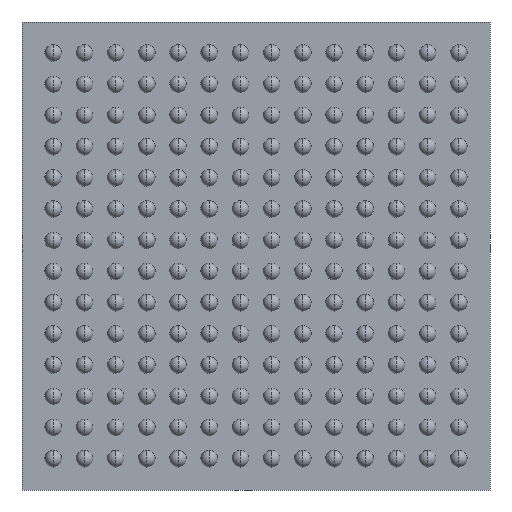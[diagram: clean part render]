
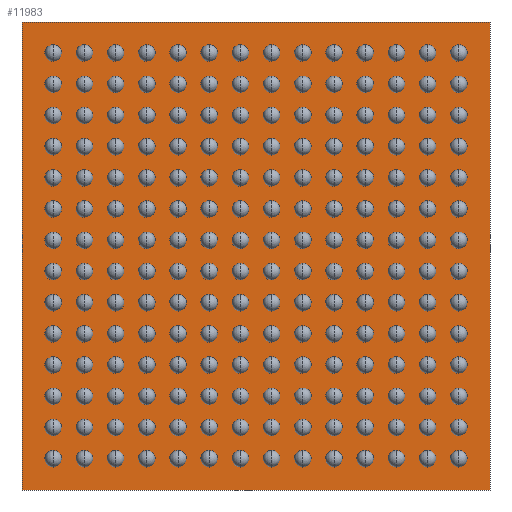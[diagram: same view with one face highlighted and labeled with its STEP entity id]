
A CAD part, front view. The second image highlights one B-rep face of the part: STEP entity #11983.
In plain terms, the highlighted planar face has unit normal (0, -1, 0).
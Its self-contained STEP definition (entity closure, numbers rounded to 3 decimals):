
#253 = ORIENTED_EDGE ( 'NONE', *, *, #11139, .T. ) ;
#284 = EDGE_CURVE ( 'NONE', #5092, #6751, #15797, .T. ) ;
#648 = CARTESIAN_POINT ( 'NONE',  ( -6., 0.34, -6. ) ) ;
#974 = CARTESIAN_POINT ( 'NONE',  ( -6., 0.34, 6. ) ) ;
#1171 = LINE ( 'NONE', #11061, #13981 ) ;
#1303 = LINE ( 'NONE', #8677, #7743 ) ;
#3218 = ORIENTED_EDGE ( 'NONE', *, *, #12466, .T. ) ;
#4114 = VECTOR ( 'NONE', #5779, 1000. ) ;
#4515 = LINE ( 'NONE', #648, #5487 ) ;
#4724 = CARTESIAN_POINT ( 'NONE',  ( -6., 0.34, 6. ) ) ;
#5092 = VERTEX_POINT ( 'NONE', #974 ) ;
#5487 = VECTOR ( 'NONE', #5712, 1000. ) ;
#5712 = DIRECTION ( 'NONE',  ( 1., 0., 0. ) ) ;
#5779 = DIRECTION ( 'NONE',  ( 0., 0., -1. ) ) ;
#5790 = VERTEX_POINT ( 'NONE', #10119 ) ;
#6174 = DIRECTION ( 'NONE',  ( 0., 0., 1. ) ) ;
#6751 = VERTEX_POINT ( 'NONE', #12782 ) ;
#6755 = AXIS2_PLACEMENT_3D ( 'NONE', #7397, #12316, #6174 ) ;
#7397 = CARTESIAN_POINT ( 'NONE',  ( 0., 0.34, 0. ) ) ;
#7743 = VECTOR ( 'NONE', #15073, 1000. ) ;
#8589 = FACE_OUTER_BOUND ( 'NONE', #8916, .T. ) ;
#8642 = VERTEX_POINT ( 'NONE', #9265 ) ;
#8677 = CARTESIAN_POINT ( 'NONE',  ( 6., 0.34, 6. ) ) ;
#8916 = EDGE_LOOP ( 'NONE', ( #253, #13597, #10767, #3218 ) ) ;
#9265 = CARTESIAN_POINT ( 'NONE',  ( 6., 0.34, 6. ) ) ;
#10119 = CARTESIAN_POINT ( 'NONE',  ( 6., 0.34, -6. ) ) ;
#10767 = ORIENTED_EDGE ( 'NONE', *, *, #284, .T. ) ;
#11061 = CARTESIAN_POINT ( 'NONE',  ( -6., 0.34, 6. ) ) ;
#11139 = EDGE_CURVE ( 'NONE', #5790, #8642, #1303, .T. ) ;
#11651 = EDGE_CURVE ( 'NONE', #8642, #5092, #1171, .T. ) ;
#11983 = ADVANCED_FACE ( 'NONE', ( #8589 ), #13565, .F. ) ;
#12316 = DIRECTION ( 'NONE',  ( 0., 1., 0. ) ) ;
#12466 = EDGE_CURVE ( 'NONE', #6751, #5790, #4515, .T. ) ;
#12782 = CARTESIAN_POINT ( 'NONE',  ( -6., 0.34, -6. ) ) ;
#13565 = PLANE ( 'NONE',  #6755 ) ;
#13597 = ORIENTED_EDGE ( 'NONE', *, *, #11651, .T. ) ;
#13848 = DIRECTION ( 'NONE',  ( -1., 0., 0. ) ) ;
#13981 = VECTOR ( 'NONE', #13848, 1000. ) ;
#15073 = DIRECTION ( 'NONE',  ( 0., 0., 1. ) ) ;
#15797 = LINE ( 'NONE', #4724, #4114 ) ;
